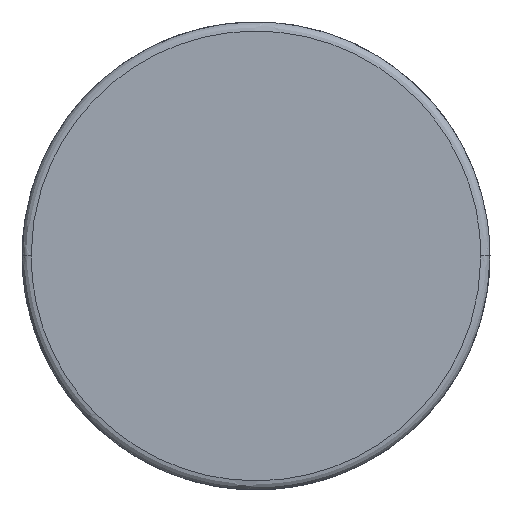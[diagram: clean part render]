
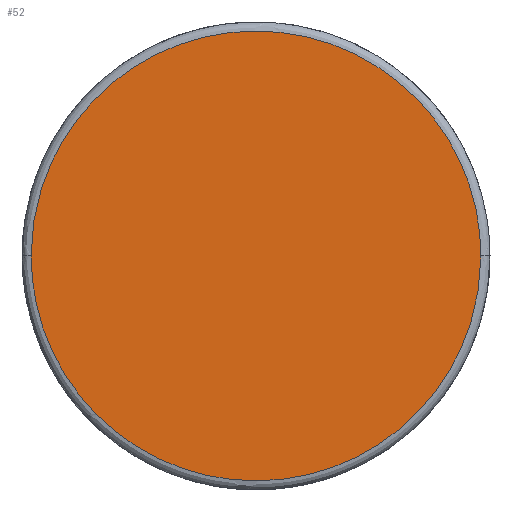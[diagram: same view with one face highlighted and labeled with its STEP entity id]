
A CAD part, left-side view. The second image highlights one B-rep face of the part: STEP entity #52.
In plain terms, the highlighted free-form (B-spline) face has degree [1, 1] with [2, 2] control points.
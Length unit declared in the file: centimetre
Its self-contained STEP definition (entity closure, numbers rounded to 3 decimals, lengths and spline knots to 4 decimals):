
#52=ADVANCED_FACE('',(#93),#451,.T.);
#93=FACE_OUTER_BOUND('',#134,.T.);
#134=EDGE_LOOP('',(#208,#209));
#208=ORIENTED_EDGE('',*,*,#331,.F.);
#209=ORIENTED_EDGE('',*,*,#325,.F.);
#325=EDGE_CURVE('',#388,#391,#498,.T.);
#331=EDGE_CURVE('',#391,#388,#503,.T.);
#388=VERTEX_POINT('',#985);
#391=VERTEX_POINT('',#988);
#451=B_SPLINE_SURFACE_WITH_KNOTS('',1,1,((#900,#901),(#902,#903)),.UNSPECIFIED.,
.F.,.F.,.F.,(2,2),(2,2),(-10.0595,10.0591),(-20.3142,
-0.2027),.UNSPECIFIED.);
#498=(
BOUNDED_CURVE()
B_SPLINE_CURVE(3,(#840,#841,#842,#843,#844,#845,#846,#847,#848,#849,#850),
.UNSPECIFIED.,.F.,.F.)
B_SPLINE_CURVE_WITH_KNOTS((4,1,1,1,1,1,1,1,4),(0.,3.593,7.4852,
11.3971,15.4806,19.0736,22.9658,26.8777,
30.9611),.UNSPECIFIED.)
CURVE()
GEOMETRIC_REPRESENTATION_ITEM()
RATIONAL_B_SPLINE_CURVE((1.,1.,1.,1.,1.,1.,1.,1.,1.,1.,1.))
REPRESENTATION_ITEM('')
);
#503=(
BOUNDED_CURVE()
B_SPLINE_CURVE(3,(#875,#876,#877,#878,#879,#880,#881,#882,#883,#884,#885),
.UNSPECIFIED.,.F.,.F.)
B_SPLINE_CURVE_WITH_KNOTS((4,1,1,1,1,1,1,1,4),(30.9611,34.5542,
38.4463,42.3582,46.4417,50.0347,53.9269,
57.8388,61.9222),.UNSPECIFIED.)
CURVE()
GEOMETRIC_REPRESENTATION_ITEM()
RATIONAL_B_SPLINE_CURVE((1.,1.,1.,1.,1.,1.,1.,1.,1.,1.,1.))
REPRESENTATION_ITEM('')
);
#840=CARTESIAN_POINT('',(55.2646,63.309,10.2559));
#841=CARTESIAN_POINT('',(55.2646,63.3094,11.4534));
#842=CARTESIAN_POINT('',(55.2646,62.8495,13.9488));
#843=CARTESIAN_POINT('',(55.2646,60.7855,17.2265));
#844=CARTESIAN_POINT('',(55.2646,57.4792,19.5518));
#845=CARTESIAN_POINT('',(55.2646,53.6172,20.3631));
#846=CARTESIAN_POINT('',(55.2646,49.7606,19.6517));
#847=CARTESIAN_POINT('',(55.2646,46.4827,17.5881));
#848=CARTESIAN_POINT('',(55.2646,44.1577,14.2815));
#849=CARTESIAN_POINT('',(55.2646,43.5977,11.617));
#850=CARTESIAN_POINT('',(55.2646,43.5975,10.256));
#875=CARTESIAN_POINT('',(55.2646,43.5975,10.256));
#876=CARTESIAN_POINT('',(55.2646,43.5973,9.0584));
#877=CARTESIAN_POINT('',(55.2646,44.0577,6.5631));
#878=CARTESIAN_POINT('',(55.2646,46.1211,3.2849));
#879=CARTESIAN_POINT('',(55.2646,49.4278,0.9602));
#880=CARTESIAN_POINT('',(55.2646,53.2897,0.1485));
#881=CARTESIAN_POINT('',(55.2646,57.1462,0.8602));
#882=CARTESIAN_POINT('',(55.2646,60.4244,2.9236));
#883=CARTESIAN_POINT('',(55.2646,62.7487,6.2305));
#884=CARTESIAN_POINT('',(55.2646,63.31,8.8944));
#885=CARTESIAN_POINT('',(55.2646,63.309,10.2559));
#900=CARTESIAN_POINT('',(55.2646,43.3948,0.1964));
#901=CARTESIAN_POINT('',(55.2646,63.5063,0.1964));
#902=CARTESIAN_POINT('',(55.2646,43.3948,20.315));
#903=CARTESIAN_POINT('',(55.2646,63.5063,20.315));
#985=CARTESIAN_POINT('',(55.2646,63.309,10.2559));
#988=CARTESIAN_POINT('',(55.2646,43.5975,10.256));
